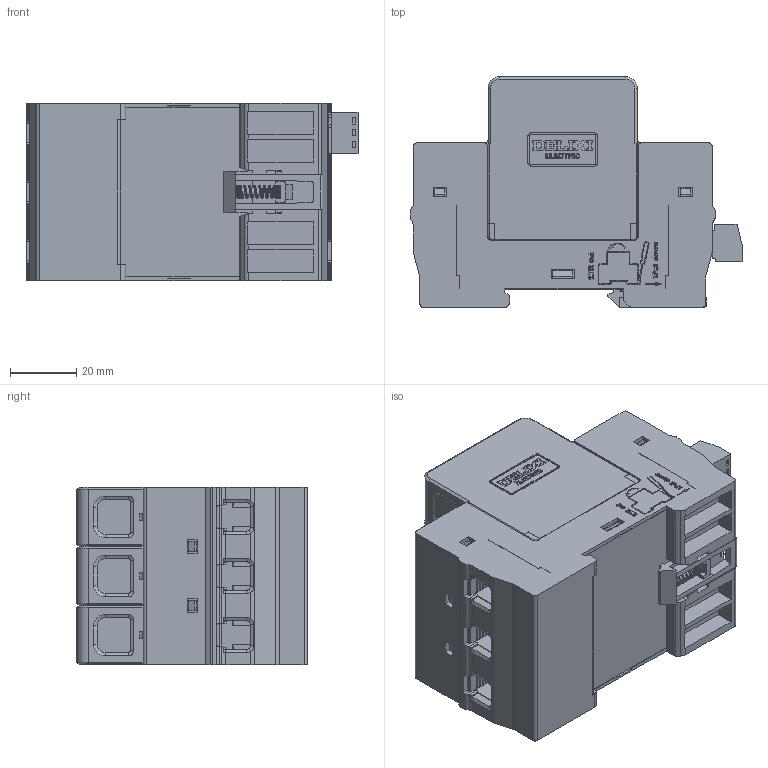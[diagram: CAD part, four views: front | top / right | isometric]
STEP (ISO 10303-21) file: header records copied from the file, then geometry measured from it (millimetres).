
FILE_DESCRIPTION((''),'2;1');
FILE_NAME('ASM0001_SW00001','2025-06-19T',('weiren.liu'),(''),'PRO/ENGINEER BY PARAMETRIC TECHNOLOGY CORPORATION, 2017170','PRO/ENGINEER BY PARAMETRIC TECHNOLOGY CORPORATION, 2017170','');
FILE_SCHEMA(('CONFIG_CONTROL_DESIGN'));
Products named in the file (1): ASM0001_SW00001
Bounding box: 100 x 69.5 x 53.6 mm (x, y, z)
Volume: 109183.5 mm3; surface area: 121372.4 mm2
Topology: 1 solids, 3 shells, 5306 faces, 15305 edges, 9999 vertices
Faces by surface type: plane 4548, cylinder 591, cone 72, torus 57, bspline 22, sphere 16
Entity records: 179144 total; most frequent: CARTESIAN_POINT 38876, ORIENTED_EDGE 30602, DIRECTION 26936, EDGE_CURVE 15301, VECTOR 13662, LINE 13662, VERTEX_POINT 9999, AXIS2_PLACEMENT_3D 6637
